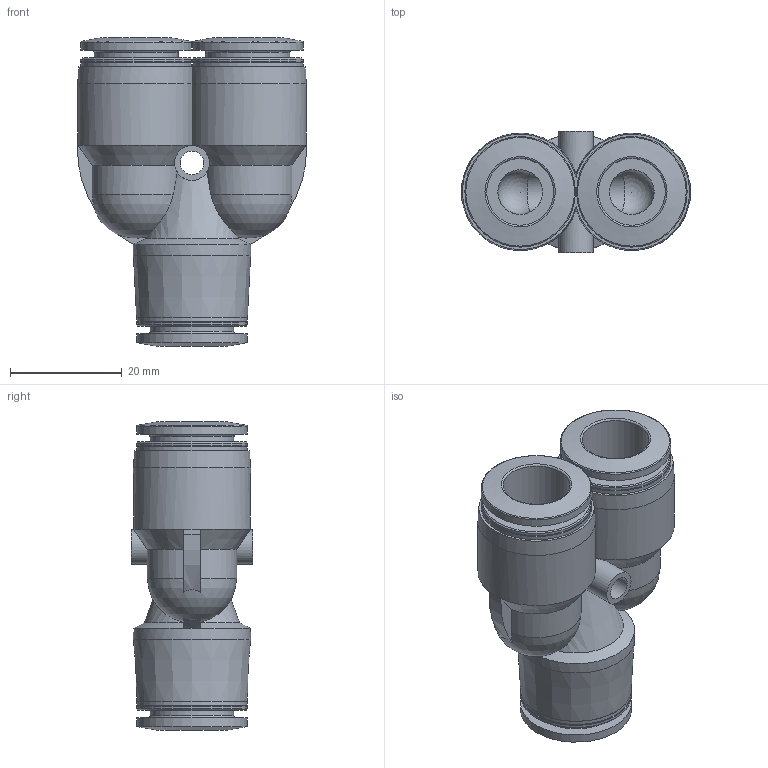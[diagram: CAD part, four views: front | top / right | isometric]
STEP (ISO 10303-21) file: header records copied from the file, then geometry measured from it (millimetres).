
FILE_DESCRIPTION(/* description */ ('STEP AP214'),/* implementation_level */ '2;1');
FILE_NAME(/* name */ '133123_NPQP-Y-Q12-E-FD-P10',/* time_stamp */ '2024-09-13T08:17:02+02:00',/* author */ ('License CC BY-ND 4.0'),/* organization */ ('CADENAS'),/* preprocessor_version */ 'ST-DEVELOPER v19.3',/* originating_system */ 'PARTsolutions',/* authorisation */ ' ');
FILE_SCHEMA (('AUTOMOTIVE_DESIGN {1 0 10303 214 3 1 1}'));
Length unit declared in the file: millimetre
Products named in the file (1): 133123 NPQP-Y-Q12-E-FD-P10
Bounding box: 41 x 21.7 x 55.2 mm (x, y, z)
Volume: 16602.8 mm3; surface area: 10615.7 mm2
Topology: 1 solids, 1 shells, 99 faces, 234 edges, 142 vertices
Faces by surface type: cylinder 34, plane 30, cone 23, torus 8, sphere 4
Full cylindrical faces by diameter (mm): 4.2 x1, 6.2 x2, 7 x1, 8 x2, 12 x3, 15 x3, 19.8 x9, 21 x1
Entity records: 2704 total; most frequent: CARTESIAN_POINT 654, DIRECTION 428, ORIENTED_EDGE 358, AXIS2_PLACEMENT_3D 199, EDGE_CURVE 179, EDGE_LOOP 156, FACE_BOUND 156, VERTEX_POINT 133
